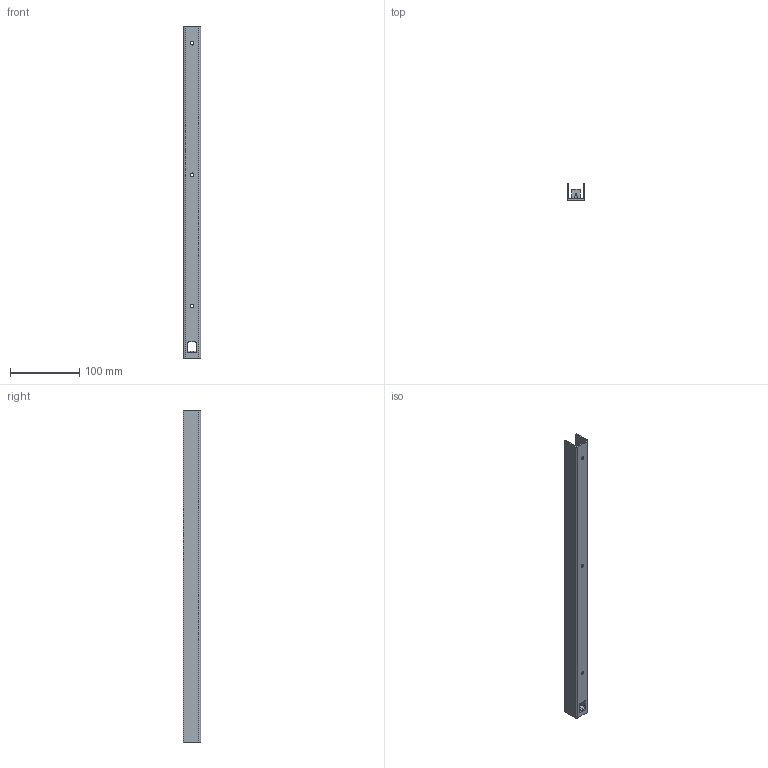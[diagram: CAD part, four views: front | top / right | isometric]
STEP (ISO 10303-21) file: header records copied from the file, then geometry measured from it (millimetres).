
FILE_DESCRIPTION(/* description */ ('U profiel voor Topslide 480mm'),/* implementation_level */ '2;1');
FILE_NAME(/* name */ '556-438_00.stp',/* time_stamp */ '2016-03-31T13:44:51+02:00',/* author */ ('s.duizings'),/* organization */ (''),/* preprocessor_version */ 'ST-DEVELOPER v15.6',/* originating_system */ 'Autodesk Inventor 2015',/* authorisation */ '');
FILE_SCHEMA (('AUTOMOTIVE_DESIGN { 1 0 10303 214 3 1 1 }'));
Length unit declared in the file: millimetre
Products named in the file (1): E000034713
Bounding box: 25 x 25 x 480 mm (x, y, z)
Volume: 66820.8 mm3; surface area: 69306 mm2
Topology: 1 solids, 1 shells, 44 faces, 109 edges, 67 vertices
Faces by surface type: plane 28, cylinder 16
Full cylindrical faces by diameter (mm): 5 x3
Entity records: 1326 total; most frequent: CARTESIAN_POINT 260, DIRECTION 219, ORIENTED_EDGE 206, EDGE_CURVE 103, AXIS2_PLACEMENT_3D 74, LINE 71, VECTOR 71, VERTEX_POINT 64
